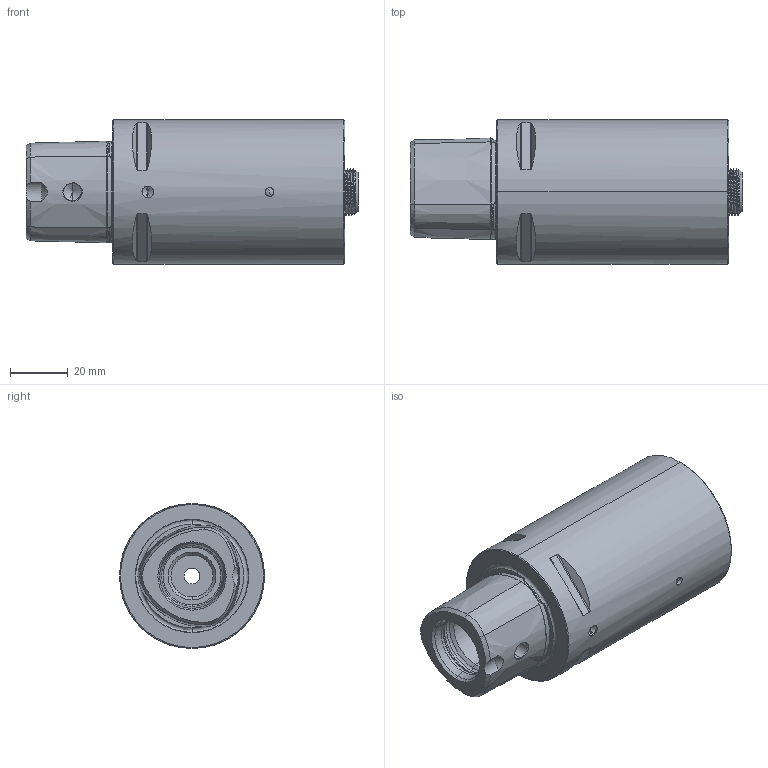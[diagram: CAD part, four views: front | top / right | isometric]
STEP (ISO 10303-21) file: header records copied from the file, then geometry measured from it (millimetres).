
FILE_DESCRIPTION (( 'STEP AP214' ), '1' );
FILE_NAME ('PS5.PS5.K01.080.STEP', '2020-09-16T10:12:04', ( '' ), ( '' ), 'SwSTEP 2.0', 'SolidWorks 2017', '' );
FILE_SCHEMA (( 'AUTOMOTIVE_DESIGN' ));
Length unit declared in the file: millimetre
Products named in the file (5): PS5.PS5.K01.080; ISO 8745-3x10; PS5-PS5.K01.080_B; PS5-ER1.K01.070_A_PreviewCfg; PS5-ER2.001.017_A
Assembly tree (4 placements, depth 2):
  PS5.PS5.K01.080
    PS5-PS5.K01.080_B
    PS5-ER1.K01.070_A_PreviewCfg
    PS5-ER2.001.017_A
    ISO 8745-3x10
Bounding box: 114.5 x 50 x 50 mm (x, y, z)
Volume: 144960.7 mm3; surface area: 37524.1 mm2
Topology: 4 solids, 4 shells, 333 faces, 834 edges, 515 vertices
Faces by surface type: cylinder 138, cone 70, torus 54, plane 49, bspline 18, sphere 4
Entity records: 37848 total; most frequent: CARTESIAN_POINT 29554, ORIENTED_EDGE 1660, DIRECTION 1436, EDGE_CURVE 830, AXIS2_PLACEMENT_3D 591, VERTEX_POINT 515, EDGE_LOOP 355, FACE_OUTER_BOUND 333
